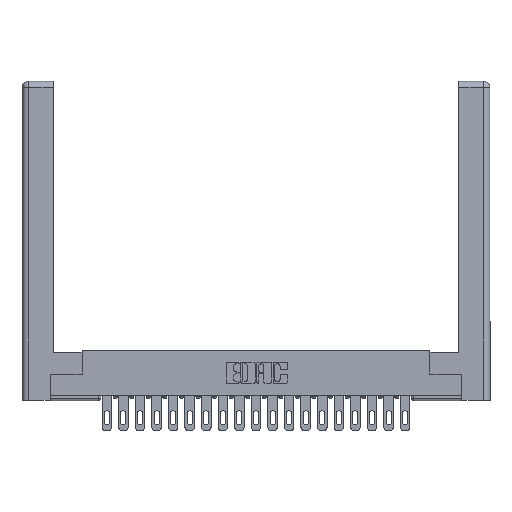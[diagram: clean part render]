
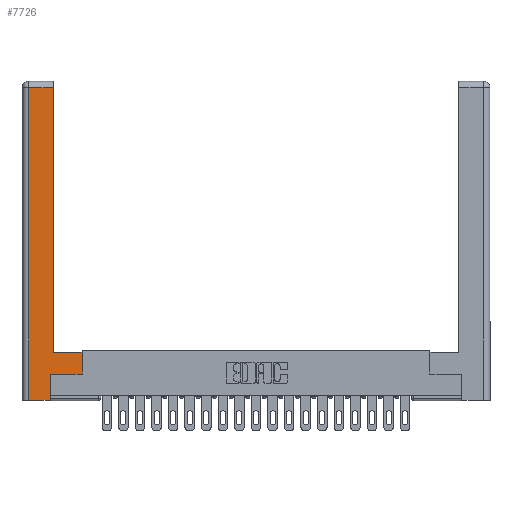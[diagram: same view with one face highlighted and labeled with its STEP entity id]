
A CAD part, top view. The second image highlights one B-rep face of the part: STEP entity #7726.
In plain terms, the highlighted planar face has unit normal (0, 0, 1).
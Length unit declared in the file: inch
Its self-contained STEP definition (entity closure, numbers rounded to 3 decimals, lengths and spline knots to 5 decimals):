
#817 = VERTEX_POINT ( 'NONE', #8534 ) ;
#1386 = DIRECTION ( 'NONE',  ( 0., 0., -1. ) ) ;
#1454 = VERTEX_POINT ( 'NONE', #18139 ) ;
#1499 = ORIENTED_EDGE ( 'NONE', *, *, #12834, .T. ) ;
#1530 = CARTESIAN_POINT ( 'NONE',  ( 0.0615, 0., 0. ) ) ;
#1787 = VECTOR ( 'NONE', #15398, 39.37008 ) ;
#2045 = LINE ( 'NONE', #11830, #21683 ) ;
#2620 = DIRECTION ( 'NONE',  ( 1., 0., 0. ) ) ;
#2944 = CARTESIAN_POINT ( 'NONE',  ( 0.265, 0., 0. ) ) ;
#3032 = PLANE ( 'NONE',  #7412 ) ;
#3351 = EDGE_CURVE ( 'NONE', #19716, #817, #20296, .T. ) ;
#3417 = VECTOR ( 'NONE', #6164, 39.37008 ) ;
#3693 = DIRECTION ( 'NONE',  ( 0., 1., 0. ) ) ;
#3729 = LINE ( 'NONE', #15512, #1787 ) ;
#3837 = ORIENTED_EDGE ( 'NONE', *, *, #8085, .T. ) ;
#4082 = CARTESIAN_POINT ( 'NONE',  ( 0.565, 0.45, 0. ) ) ;
#4468 = LINE ( 'NONE', #2944, #19991 ) ;
#5141 = CARTESIAN_POINT ( 'NONE',  ( 0.265, 0., 0. ) ) ;
#5310 = VECTOR ( 'NONE', #9606, 39.37008 ) ;
#5610 = LINE ( 'NONE', #19454, #6627 ) ;
#5836 = EDGE_CURVE ( 'NONE', #14075, #14133, #5610, .T. ) ;
#6164 = DIRECTION ( 'NONE',  ( 0., 1., 0. ) ) ;
#6627 = VECTOR ( 'NONE', #16049, 39.37008 ) ;
#7412 = AXIS2_PLACEMENT_3D ( 'NONE', #21621, #1386, #19859 ) ;
#7726 = ADVANCED_FACE ( 'NONE', ( #8204 ), #3032, .F. ) ;
#8085 = EDGE_CURVE ( 'NONE', #817, #21538, #14565, .T. ) ;
#8204 = FACE_OUTER_BOUND ( 'NONE', #13919, .T. ) ;
#8534 = CARTESIAN_POINT ( 'NONE',  ( 0.0615, 2.94, 0. ) ) ;
#8733 = ORIENTED_EDGE ( 'NONE', *, *, #5836, .T. ) ;
#8785 = EDGE_CURVE ( 'NONE', #1454, #19716, #2045, .T. ) ;
#9606 = DIRECTION ( 'NONE',  ( -1., 0., 0. ) ) ;
#9707 = EDGE_CURVE ( 'NONE', #21538, #18906, #4468, .T. ) ;
#9937 = CARTESIAN_POINT ( 'NONE',  ( 0.295, 2.94, 0. ) ) ;
#11286 = VECTOR ( 'NONE', #13138, 39.37008 ) ;
#11830 = CARTESIAN_POINT ( 'NONE',  ( 0.295, 3., 0. ) ) ;
#11956 = CARTESIAN_POINT ( 'NONE',  ( 0.0615, 2.94, 0. ) ) ;
#12036 = ORIENTED_EDGE ( 'NONE', *, *, #8785, .T. ) ;
#12344 = ORIENTED_EDGE ( 'NONE', *, *, #3351, .T. ) ;
#12754 = CARTESIAN_POINT ( 'NONE',  ( 0.565, 0.45, 0. ) ) ;
#12834 = EDGE_CURVE ( 'NONE', #18906, #14075, #3729, .T. ) ;
#13138 = DIRECTION ( 'NONE',  ( 0., -1., 0. ) ) ;
#13182 = VERTEX_POINT ( 'NONE', #12754 ) ;
#13919 = EDGE_LOOP ( 'NONE', ( #12036, #12344, #3837, #16961, #1499, #8733, #20752, #20926 ) ) ;
#14075 = VERTEX_POINT ( 'NONE', #15212 ) ;
#14133 = VERTEX_POINT ( 'NONE', #16528 ) ;
#14216 = LINE ( 'NONE', #4082, #3417 ) ;
#14565 = LINE ( 'NONE', #17760, #11286 ) ;
#15212 = CARTESIAN_POINT ( 'NONE',  ( 0.265, 0.245, 0. ) ) ;
#15272 = EDGE_CURVE ( 'NONE', #13182, #1454, #21052, .T. ) ;
#15398 = DIRECTION ( 'NONE',  ( 0., 1., 0. ) ) ;
#15512 = CARTESIAN_POINT ( 'NONE',  ( 0.265, 0.245, 0. ) ) ;
#16049 = DIRECTION ( 'NONE',  ( 1., 0., 0. ) ) ;
#16528 = CARTESIAN_POINT ( 'NONE',  ( 0.565, 0.245, 0. ) ) ;
#16961 = ORIENTED_EDGE ( 'NONE', *, *, #9707, .T. ) ;
#17448 = DIRECTION ( 'NONE',  ( -1., 0., 0. ) ) ;
#17760 = CARTESIAN_POINT ( 'NONE',  ( 0.0615, 0., 0. ) ) ;
#18084 = CARTESIAN_POINT ( 'NONE',  ( 0.295, 0.45, 0. ) ) ;
#18139 = CARTESIAN_POINT ( 'NONE',  ( 0.295, 0.45, 0. ) ) ;
#18851 = VECTOR ( 'NONE', #17448, 39.37008 ) ;
#18906 = VERTEX_POINT ( 'NONE', #5141 ) ;
#19454 = CARTESIAN_POINT ( 'NONE',  ( 0.565, 0.245, 0. ) ) ;
#19716 = VERTEX_POINT ( 'NONE', #9937 ) ;
#19859 = DIRECTION ( 'NONE',  ( -1., 0., 0. ) ) ;
#19991 = VECTOR ( 'NONE', #2620, 39.37008 ) ;
#20296 = LINE ( 'NONE', #11956, #18851 ) ;
#20752 = ORIENTED_EDGE ( 'NONE', *, *, #20988, .T. ) ;
#20926 = ORIENTED_EDGE ( 'NONE', *, *, #15272, .T. ) ;
#20988 = EDGE_CURVE ( 'NONE', #14133, #13182, #14216, .T. ) ;
#21052 = LINE ( 'NONE', #18084, #5310 ) ;
#21538 = VERTEX_POINT ( 'NONE', #1530 ) ;
#21621 = CARTESIAN_POINT ( 'NONE',  ( 0., 0., 0. ) ) ;
#21683 = VECTOR ( 'NONE', #3693, 39.37008 ) ;
